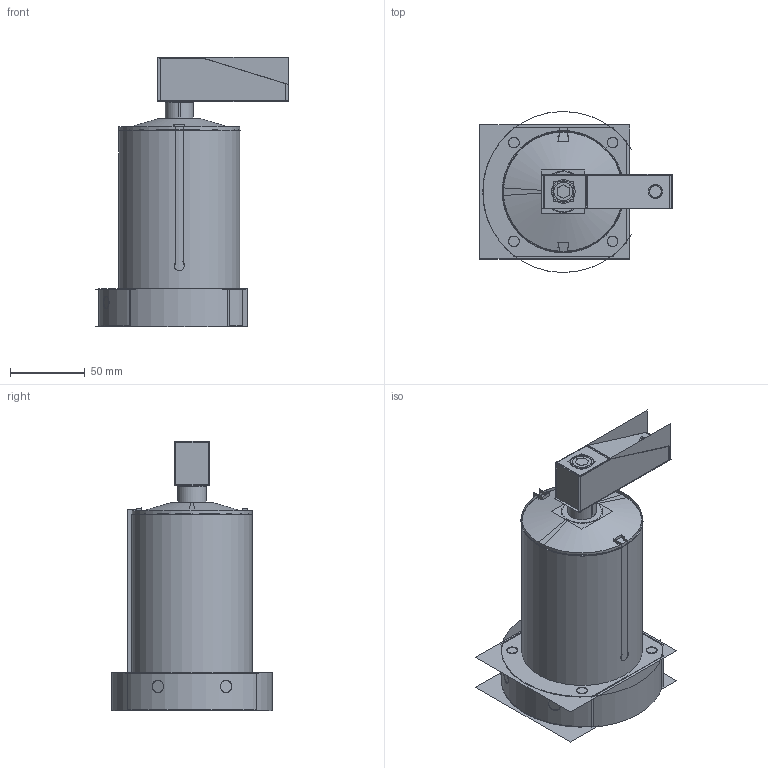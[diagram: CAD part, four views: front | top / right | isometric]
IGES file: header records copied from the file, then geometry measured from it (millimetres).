
Start section:  PTC IGES file: ilcp1524700.igs
Global section: file name: ilcp1524700.igs; native system: Pro/ENGINEER by Parametric Technology Corporation; preprocessor: 2007460; author: jdw; organization: Unknown; date: 20100916.151714; units: inch
Bounding box: 128.86 x 107.93 x 180.64 mm (x, y, z)
Surface area: 134982.6 mm2 (no closed solid volume)
Topology: 0 solids, 0 shells, 182 faces, 2439 edges, 3192 vertices
Faces by surface type: revolution 96, bspline 86
